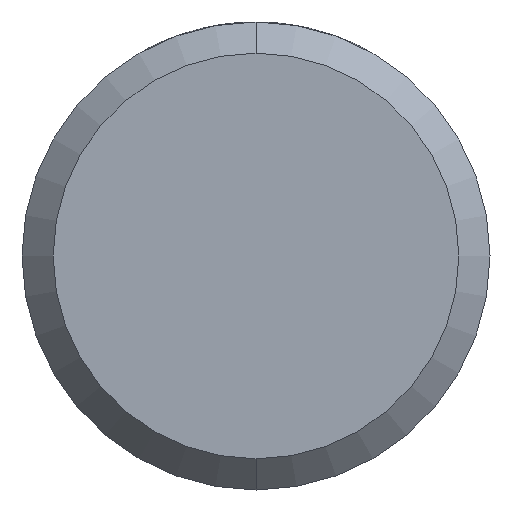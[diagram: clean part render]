
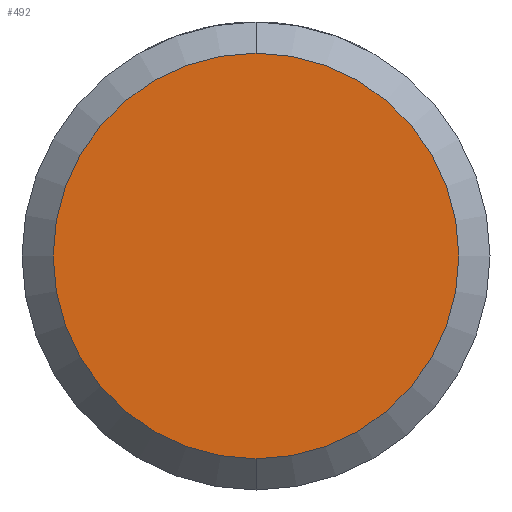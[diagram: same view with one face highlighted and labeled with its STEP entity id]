
A CAD part, front view. The second image highlights one B-rep face of the part: STEP entity #492.
In plain terms, the highlighted planar face has unit normal (0, -1, 0).
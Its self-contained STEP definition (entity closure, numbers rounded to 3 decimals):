
#76 = AXIS2_PLACEMENT_3D ( 'NONE', #2489, #2216, #2513 ) ;
#124 = EDGE_CURVE ( 'Defeature ausgef�hrt2_0+Defeature ausgef�hrt2_5+Defeature ausgef�hrt2_5+Defeature ausgef�hrt2_5', #2170, #2988, #292, .T. ) ;
#145 = ORIENTED_EDGE ( 'NONE', *, *, #2528, .T. ) ;
#292 = CIRCLE ( 'NONE', #864, 1.3 ) ;
#492 = ADVANCED_FACE ( 'Defeature ausgef�hrt2_0', ( #1087 ), #1282, .F. ) ;
#797 = CARTESIAN_POINT ( 'NONE',  ( 0., -40., 0. ) ) ;
#864 = AXIS2_PLACEMENT_3D ( 'NONE', #797, #2179, #2171 ) ;
#867 = ORIENTED_EDGE ( 'NONE', *, *, #124, .T. ) ;
#947 = CARTESIAN_POINT ( 'NONE',  ( 1.5, -40., 0. ) ) ;
#1087 = FACE_OUTER_BOUND ( 'NONE', #1941, .T. ) ;
#1232 = DIRECTION ( 'NONE',  ( 0., 1., 0. ) ) ;
#1282 = PLANE ( 'NONE',  #2237 ) ;
#1941 = EDGE_LOOP ( 'NONE', ( #867, #145 ) ) ;
#2042 = CARTESIAN_POINT ( 'NONE',  ( 0., -40., -1.3 ) ) ;
#2170 = VERTEX_POINT ( 'NONE', #2810 ) ;
#2171 = DIRECTION ( 'NONE',  ( 0., 0., 1. ) ) ;
#2179 = DIRECTION ( 'NONE',  ( 0., -1., 0. ) ) ;
#2216 = DIRECTION ( 'NONE',  ( 0., -1., 0. ) ) ;
#2237 = AXIS2_PLACEMENT_3D ( 'NONE', #947, #1232, #3133 ) ;
#2489 = CARTESIAN_POINT ( 'NONE',  ( 0., -40., 0. ) ) ;
#2513 = DIRECTION ( 'NONE',  ( 0., 0., 1. ) ) ;
#2528 = EDGE_CURVE ( 'Defeature ausgef�hrt2_0+Defeature ausgef�hrt2_5+Defeature ausgef�hrt2_5+Defeature ausgef�hrt2_5', #2988, #2170, #3309, .T. ) ;
#2810 = CARTESIAN_POINT ( 'NONE',  ( 0., -40., 1.3 ) ) ;
#2988 = VERTEX_POINT ( 'NONE', #2042 ) ;
#3133 = DIRECTION ( 'NONE',  ( 0., 0., 1. ) ) ;
#3309 = CIRCLE ( 'NONE', #76, 1.3 ) ;
